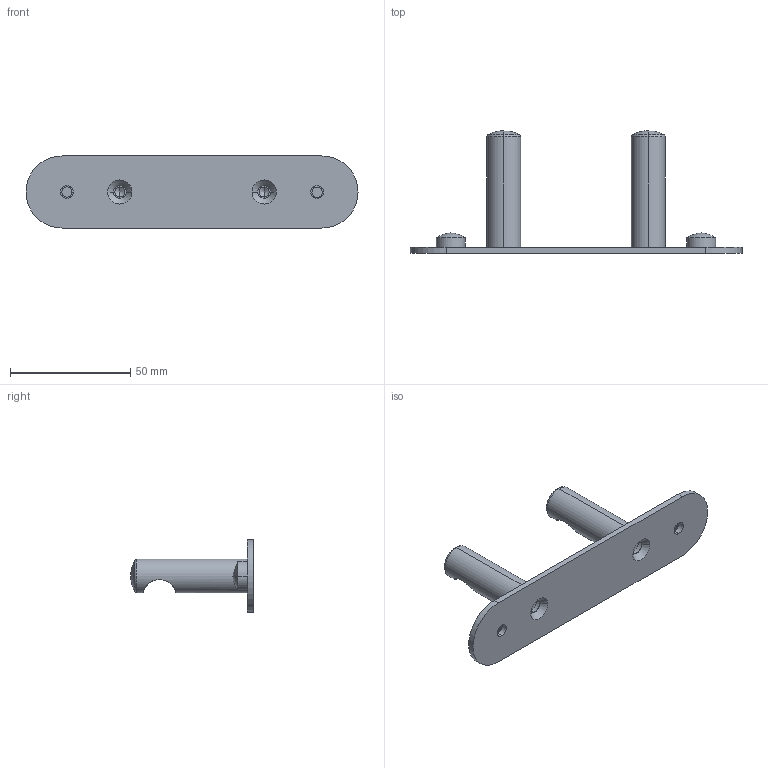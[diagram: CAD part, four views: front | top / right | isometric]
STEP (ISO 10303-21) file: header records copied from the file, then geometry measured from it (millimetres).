
FILE_DESCRIPTION (( 'STEP AP203' ), '1' );
FILE_NAME ('8053-2.STEP', '2020-06-03T00:01:19', ( '' ), ( '' ), 'SwSTEP 2.0', 'SolidWorks 2012', '' );
FILE_SCHEMA (( 'CONFIG_CONTROL_DESIGN' ));
Length unit declared in the file: millimetre
Products named in the file (5): 8051-2畟像啣; 蚾庉簽; 8053-2; 蚾庉簽蹟佪; 8053畟像
Assembly tree (7 placements, depth 2):
  8053-2
    8051-2畟像啣
    8053畟像  x2
    蚾庉簽蹟佪  x2
    蚾庉簽  x2
Bounding box: 138 x 51 x 30 mm (x, y, z)
Volume: 22523.3 mm3; surface area: 15814.5 mm2
Topology: 7 solids, 7 shells, 124 faces, 302 edges, 186 vertices
Faces by surface type: cylinder 62, cone 24, plane 18, torus 12, bspline 8
Entity records: 3807 total; most frequent: CARTESIAN_POINT 1589, DIRECTION 350, ORIENTED_EDGE 338, EDGE_CURVE 169, AXIS2_PLACEMENT_3D 147, VERTEX_POINT 109, EDGE_LOOP 84, FACE_OUTER_BOUND 71
